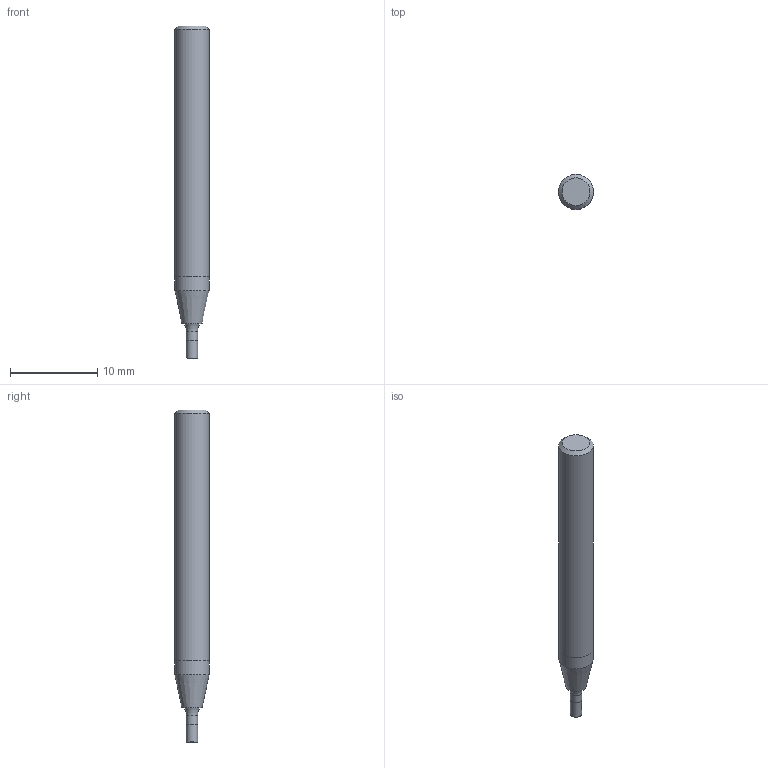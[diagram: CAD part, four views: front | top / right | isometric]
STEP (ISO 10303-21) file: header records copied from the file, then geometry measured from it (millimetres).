
FILE_DESCRIPTION (( 'STEP AP203' ), '1' );
FILE_NAME ('381938.step', '2021-12-13T13:56:05', ( '' ), ( '' ), 'SwSTEP 2.0', 'SolidWorks 2019', '' );
FILE_SCHEMA (( 'CONFIG_CONTROL_DESIGN' ));
Length unit declared in the file: millimetre
Products named in the file (1): 381938
Bounding box: 4 x 4 x 38 mm (x, y, z)
Volume: 414 mm3; surface area: 450.5 mm2
Topology: 2 solids, 2 shells, 13 faces, 18 edges, 11 vertices
Faces by surface type: plane 6, cylinder 4, cone 2, torus 1
Full cylindrical faces by diameter (mm): 1.3 x2, 3.92 x1, 4 x1
Entity records: 319 total; most frequent: DIRECTION 50, CARTESIAN_POINT 36, AXIS2_PLACEMENT_3D 25, EDGE_LOOP 22, ORIENTED_EDGE 22, FACE_OUTER_BOUND 18, ADVANCED_FACE 13, EDGE_CURVE 11
